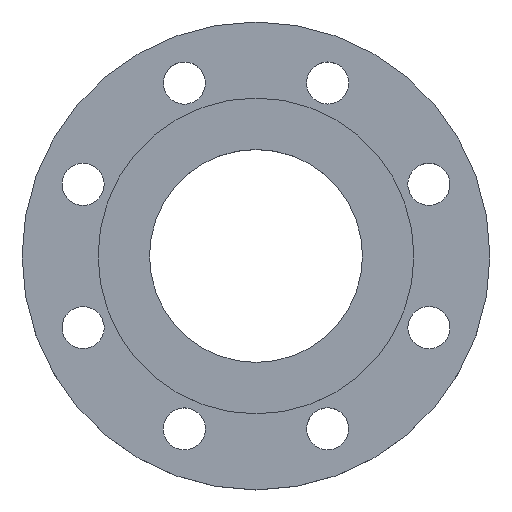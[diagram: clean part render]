
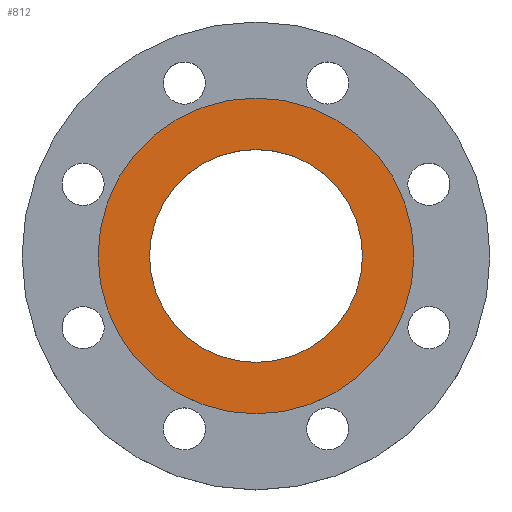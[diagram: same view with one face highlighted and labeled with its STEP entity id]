
A CAD part, top view. The second image highlights one B-rep face of the part: STEP entity #812.
In plain terms, the highlighted planar face has unit normal (0, 0, 1).
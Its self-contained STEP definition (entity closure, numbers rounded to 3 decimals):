
#29 = CARTESIAN_POINT ( 'NONE',  ( 0., 0., 0. ) ) ;
#32 = ORIENTED_EDGE ( 'NONE', *, *, #263, .T. ) ;
#34 = CARTESIAN_POINT ( 'NONE',  ( 0., 45.5, 0. ) ) ;
#58 = AXIS2_PLACEMENT_3D ( 'NONE', #65, #59, #121 ) ;
#59 = DIRECTION ( 'NONE',  ( 0., 0., 1. ) ) ;
#65 = CARTESIAN_POINT ( 'NONE',  ( 0., 0., 0. ) ) ;
#105 = EDGE_LOOP ( 'NONE', ( #819, #32 ) ) ;
#117 = DIRECTION ( 'NONE',  ( 1., 0., 0. ) ) ;
#121 = DIRECTION ( 'NONE',  ( 1., 0., 0. ) ) ;
#175 = DIRECTION ( 'NONE',  ( 1., 0., 0. ) ) ;
#200 = CARTESIAN_POINT ( 'NONE',  ( 0., 0., 0. ) ) ;
#224 = CARTESIAN_POINT ( 'NONE',  ( 45.5, 0., 0. ) ) ;
#229 = VERTEX_POINT ( 'NONE', #261 ) ;
#233 = CARTESIAN_POINT ( 'NONE',  ( -67.5, 0., 0. ) ) ;
#242 = DIRECTION ( 'NONE',  ( -1., 0., 0. ) ) ;
#257 = EDGE_CURVE ( 'NONE', #914, #645, #459, .T. ) ;
#261 = CARTESIAN_POINT ( 'NONE',  ( 67.5, 0., 0. ) ) ;
#263 = EDGE_CURVE ( 'NONE', #721, #229, #790, .T. ) ;
#312 = DIRECTION ( 'NONE',  ( 0., 0., -1. ) ) ;
#317 = EDGE_CURVE ( 'NONE', #229, #721, #655, .T. ) ;
#318 = DIRECTION ( 'NONE',  ( 0., 0., 1. ) ) ;
#395 = DIRECTION ( 'NONE',  ( 0., 0., 1. ) ) ;
#459 = CIRCLE ( 'NONE', #669, 45.5 ) ;
#476 = CIRCLE ( 'NONE', #781, 45.5 ) ;
#522 = ORIENTED_EDGE ( 'NONE', *, *, #257, .F. ) ;
#571 = EDGE_LOOP ( 'NONE', ( #594, #522 ) ) ;
#594 = ORIENTED_EDGE ( 'NONE', *, *, #796, .F. ) ;
#645 = VERTEX_POINT ( 'NONE', #224 ) ;
#655 = CIRCLE ( 'NONE', #691, 67.5 ) ;
#662 = FACE_BOUND ( 'NONE', #571, .T. ) ;
#667 = DIRECTION ( 'NONE',  ( 1., 0., 0. ) ) ;
#669 = AXIS2_PLACEMENT_3D ( 'NONE', #200, #757, #117 ) ;
#690 = CARTESIAN_POINT ( 'NONE',  ( -45.5, 0., 0. ) ) ;
#691 = AXIS2_PLACEMENT_3D ( 'NONE', #806, #318, #667 ) ;
#721 = VERTEX_POINT ( 'NONE', #233 ) ;
#729 = PLANE ( 'NONE',  #792 ) ;
#757 = DIRECTION ( 'NONE',  ( 0., 0., 1. ) ) ;
#781 = AXIS2_PLACEMENT_3D ( 'NONE', #29, #395, #175 ) ;
#790 = CIRCLE ( 'NONE', #58, 67.5 ) ;
#792 = AXIS2_PLACEMENT_3D ( 'NONE', #34, #312, #242 ) ;
#796 = EDGE_CURVE ( 'NONE', #645, #914, #476, .T. ) ;
#806 = CARTESIAN_POINT ( 'NONE',  ( 0., 0., 0. ) ) ;
#812 = ADVANCED_FACE ( 'NONE', ( #662, #813 ), #729, .F. ) ;
#813 = FACE_OUTER_BOUND ( 'NONE', #105, .T. ) ;
#819 = ORIENTED_EDGE ( 'NONE', *, *, #317, .T. ) ;
#914 = VERTEX_POINT ( 'NONE', #690 ) ;
